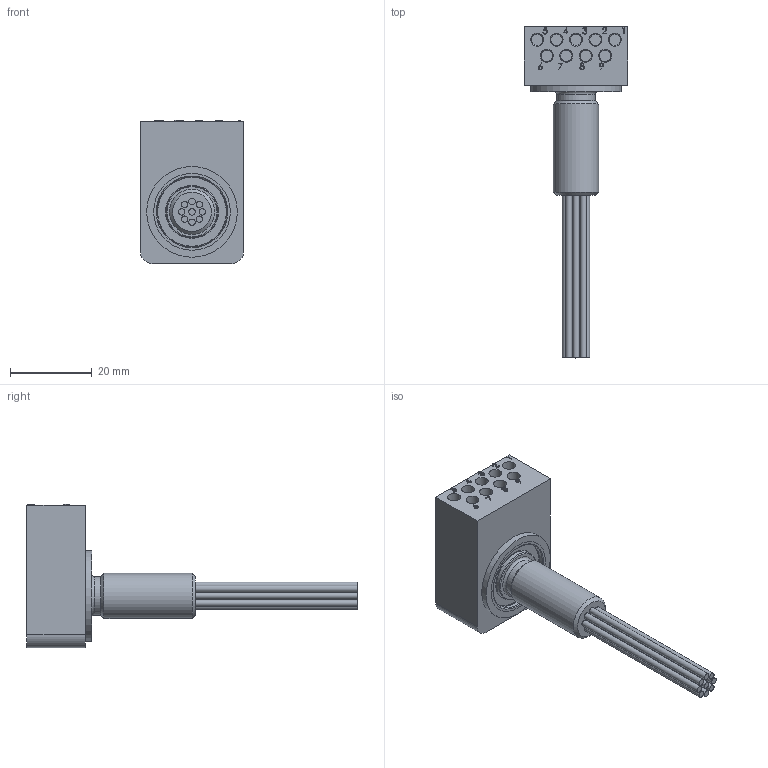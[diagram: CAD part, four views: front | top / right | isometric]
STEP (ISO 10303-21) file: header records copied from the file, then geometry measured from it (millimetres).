
FILE_DESCRIPTION(/* description */ (''),/* implementation_level */ '2;1');
FILE_NAME(/* name */ 'MCLPBH9F.stp',/* time_stamp */ '2024-01-10T13:01:58+01:00',/* author */ ('sh'),/* organization */ (''),/* preprocessor_version */ 'ST-DEVELOPER v19.2',/* originating_system */ 'Autodesk Inventor 2023',/* authorisation */ '');
FILE_SCHEMA (('AUTOMOTIVE_DESIGN { 1 0 10303 214 3 1 1 }'));
Length unit declared in the file: millimetre
Products named in the file (1): Part26
Bounding box: 25.4 x 81.33 x 35.13 mm (x, y, z)
Volume: 15530.1 mm3; surface area: 7248.9 mm2
Topology: 1 solids, 1 shells, 345 faces, 814 edges, 528 vertices
Faces by surface type: plane 148, bspline 111, cylinder 52, torus 32, cone 2
Full cylindrical faces by diameter (mm): 1.575 x9, 3.175 x36, 9.398 x1, 11.113 x1, 12.7 x1, 17.12 x1, 22.225 x1
Entity records: 17114 total; most frequent: CARTESIAN_POINT 9440, ORIENTED_EDGE 1628, DIRECTION 1168, EDGE_CURVE 814, VERTEX_POINT 528, LINE 432, VECTOR 432, EDGE_LOOP 402
